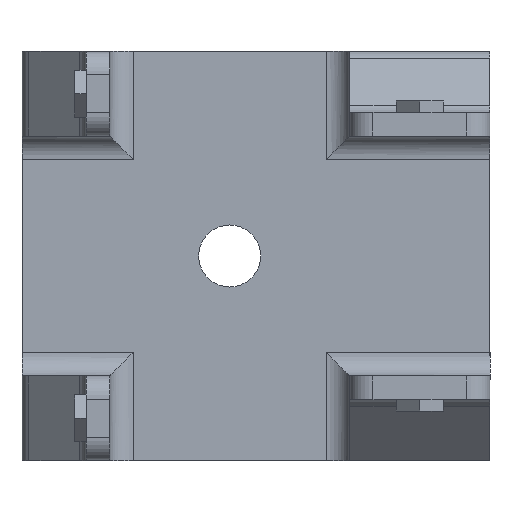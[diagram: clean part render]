
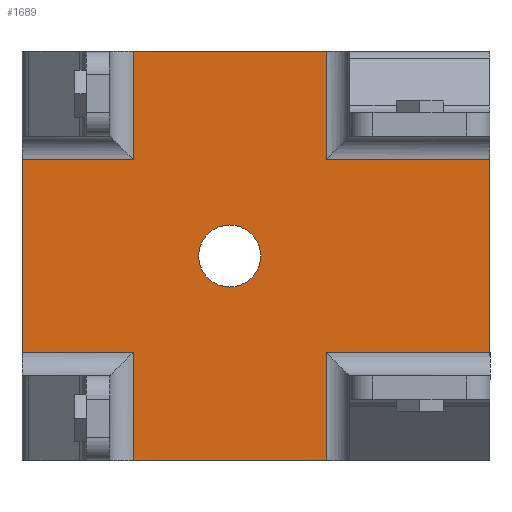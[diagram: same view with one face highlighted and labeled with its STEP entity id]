
A CAD part, front view. The second image highlights one B-rep face of the part: STEP entity #1689.
In plain terms, the highlighted planar face has unit normal (0, -1, 0).
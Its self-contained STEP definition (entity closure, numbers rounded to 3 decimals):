
#54=FACE_BOUND('',#284,.T.);
#105=PLANE('',#1850);
#190=FACE_OUTER_BOUND('',#283,.T.);
#283=EDGE_LOOP('',(#1549,#1550,#1551,#1552,#1553,#1554,#1555,#1556,#1557,
#1558,#1559,#1560));
#284=EDGE_LOOP('',(#1561));
#327=LINE('',#2444,#511);
#342=LINE('',#2491,#526);
#402=LINE('',#2652,#586);
#420=LINE('',#2698,#604);
#463=LINE('',#2801,#647);
#464=LINE('',#2804,#648);
#466=LINE('',#2809,#650);
#469=LINE('',#2815,#653);
#470=LINE('',#2818,#654);
#471=LINE('',#2819,#655);
#472=LINE('',#2821,#656);
#473=LINE('',#2822,#657);
#511=VECTOR('',#1955,10.);
#526=VECTOR('',#1992,10.);
#586=VECTOR('',#2128,10.);
#604=VECTOR('',#2178,10.);
#647=VECTOR('',#2295,10.);
#648=VECTOR('',#2300,10.);
#650=VECTOR('',#2306,10.);
#653=VECTOR('',#2313,10.);
#654=VECTOR('',#2316,10.);
#655=VECTOR('',#2317,10.);
#656=VECTOR('',#2318,10.);
#657=VECTOR('',#2319,10.);
#668=CIRCLE('',#1724,2.65);
#731=VERTEX_POINT('',#2381);
#751=VERTEX_POINT('',#2441);
#752=VERTEX_POINT('',#2443);
#772=VERTEX_POINT('',#2488);
#773=VERTEX_POINT('',#2490);
#835=VERTEX_POINT('',#2649);
#836=VERTEX_POINT('',#2651);
#847=VERTEX_POINT('',#2695);
#848=VERTEX_POINT('',#2697);
#871=VERTEX_POINT('',#2800);
#872=VERTEX_POINT('',#2808);
#874=VERTEX_POINT('',#2817);
#875=VERTEX_POINT('',#2820);
#893=EDGE_CURVE('',#731,#731,#668,.T.);
#922=EDGE_CURVE('',#752,#751,#327,.T.);
#946=EDGE_CURVE('',#772,#773,#342,.T.);
#1026=EDGE_CURVE('',#835,#836,#402,.T.);
#1050=EDGE_CURVE('',#848,#847,#420,.T.);
#1101=EDGE_CURVE('',#836,#871,#463,.T.);
#1103=EDGE_CURVE('',#871,#751,#464,.T.);
#1105=EDGE_CURVE('',#872,#772,#466,.T.);
#1109=EDGE_CURVE('',#752,#872,#469,.T.);
#1110=EDGE_CURVE('',#874,#835,#470,.T.);
#1111=EDGE_CURVE('',#848,#874,#471,.T.);
#1112=EDGE_CURVE('',#875,#847,#472,.T.);
#1113=EDGE_CURVE('',#773,#875,#473,.T.);
#1549=ORIENTED_EDGE('',*,*,#1101,.F.);
#1550=ORIENTED_EDGE('',*,*,#1026,.F.);
#1551=ORIENTED_EDGE('',*,*,#1110,.F.);
#1552=ORIENTED_EDGE('',*,*,#1111,.F.);
#1553=ORIENTED_EDGE('',*,*,#1050,.T.);
#1554=ORIENTED_EDGE('',*,*,#1112,.F.);
#1555=ORIENTED_EDGE('',*,*,#1113,.F.);
#1556=ORIENTED_EDGE('',*,*,#946,.F.);
#1557=ORIENTED_EDGE('',*,*,#1105,.F.);
#1558=ORIENTED_EDGE('',*,*,#1109,.F.);
#1559=ORIENTED_EDGE('',*,*,#922,.T.);
#1560=ORIENTED_EDGE('',*,*,#1103,.F.);
#1561=ORIENTED_EDGE('',*,*,#893,.F.);
#1689=ADVANCED_FACE('',(#190,#54),#105,.F.);
#1724=AXIS2_PLACEMENT_3D('',#2383,#1897,#1898);
#1850=AXIS2_PLACEMENT_3D('',#2816,#2314,#2315);
#1897=DIRECTION('center_axis',(0.,-1.,0.));
#1898=DIRECTION('ref_axis',(1.,0.,0.));
#1955=DIRECTION('',(0.,0.,1.));
#1992=DIRECTION('',(-1.,0.,0.));
#2128=DIRECTION('',(1.,0.,0.));
#2178=DIRECTION('',(0.,0.,-1.));
#2295=DIRECTION('',(0.,0.,-1.));
#2300=DIRECTION('',(1.,0.,0.));
#2306=DIRECTION('',(0.,0.,-1.));
#2313=DIRECTION('',(-1.,0.,0.));
#2314=DIRECTION('center_axis',(0.,1.,0.));
#2315=DIRECTION('ref_axis',(1.,0.,0.));
#2316=DIRECTION('',(0.,0.,1.));
#2317=DIRECTION('',(1.,0.,0.));
#2318=DIRECTION('',(-1.,0.,0.));
#2319=DIRECTION('',(0.,0.,1.));
#2381=CARTESIAN_POINT('',(-24.9,0.,0.));
#2383=CARTESIAN_POINT('Origin',(-22.25,0.,0.));
#2441=CARTESIAN_POINT('',(0.,0.,8.25));
#2443=CARTESIAN_POINT('',(0.,0.,-8.25));
#2444=CARTESIAN_POINT('',(0.,0.,10.25));
#2488=CARTESIAN_POINT('',(-14.,0.,-17.5));
#2490=CARTESIAN_POINT('',(-30.5,0.,-17.5));
#2491=CARTESIAN_POINT('',(0.,0.,-17.5));
#2649=CARTESIAN_POINT('',(-30.5,0.,17.5));
#2651=CARTESIAN_POINT('',(-14.,0.,17.5));
#2652=CARTESIAN_POINT('',(-40.,0.,17.5));
#2695=CARTESIAN_POINT('',(-40.,0.,-8.25));
#2697=CARTESIAN_POINT('',(-40.,0.,8.25));
#2698=CARTESIAN_POINT('',(-40.,0.,-10.25));
#2800=CARTESIAN_POINT('',(-14.,0.,8.25));
#2801=CARTESIAN_POINT('',(-14.,0.,8.75));
#2804=CARTESIAN_POINT('',(-16.,0.,8.25));
#2808=CARTESIAN_POINT('',(-14.,0.,-8.25));
#2809=CARTESIAN_POINT('',(-14.,0.,-5.125));
#2815=CARTESIAN_POINT('',(-10.,0.,-8.25));
#2816=CARTESIAN_POINT('Origin',(-20.,0.,0.));
#2817=CARTESIAN_POINT('',(-30.5,0.,8.25));
#2818=CARTESIAN_POINT('',(-30.5,0.,5.125));
#2819=CARTESIAN_POINT('',(-30.,0.,8.25));
#2820=CARTESIAN_POINT('',(-30.5,0.,-8.25));
#2821=CARTESIAN_POINT('',(-26.25,0.,-8.25));
#2822=CARTESIAN_POINT('',(-30.5,0.,-8.75));
